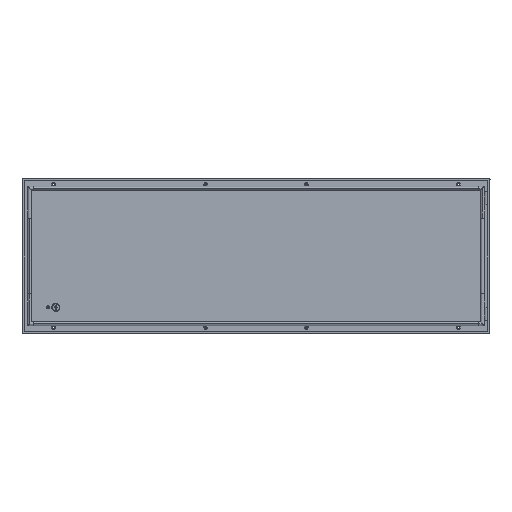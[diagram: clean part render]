
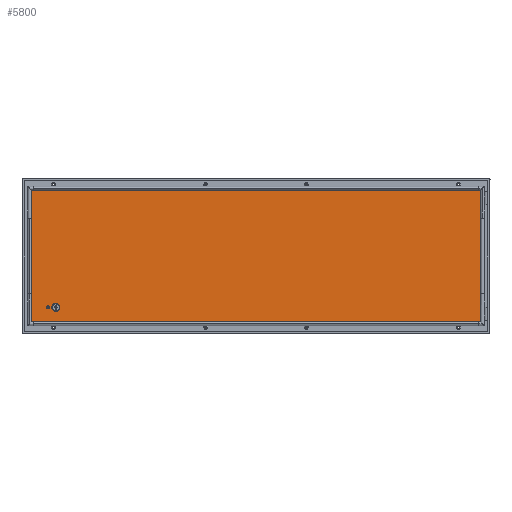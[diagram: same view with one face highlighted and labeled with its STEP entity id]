
A CAD part, top view. The second image highlights one B-rep face of the part: STEP entity #5800.
In plain terms, the highlighted planar face has unit normal (0, 0, 1).
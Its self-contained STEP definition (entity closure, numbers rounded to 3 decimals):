
#233 = CARTESIAN_POINT ( 'NONE',  ( -856., -253.5, 0. ) ) ;
#278 = ORIENTED_EDGE ( 'NONE', *, *, #5422, .F. ) ;
#323 = VECTOR ( 'NONE', #2387, 1000. ) ;
#384 = DIRECTION ( 'NONE',  ( 0., 1., 0. ) ) ;
#392 = CARTESIAN_POINT ( 'NONE',  ( 864., 145.5, 0. ) ) ;
#425 = DIRECTION ( 'NONE',  ( 1., 0., 0. ) ) ;
#484 = ORIENTED_EDGE ( 'NONE', *, *, #8157, .F. ) ;
#501 = VECTOR ( 'NONE', #4184, 1000. ) ;
#592 = EDGE_CURVE ( 'NONE', #7235, #7933, #1899, .T. ) ;
#642 = EDGE_LOOP ( 'NONE', ( #484, #8533 ) ) ;
#783 = LINE ( 'NONE', #6904, #1818 ) ;
#871 = LINE ( 'NONE', #3543, #501 ) ;
#1009 = DIRECTION ( 'NONE',  ( 0., -1., 0. ) ) ;
#1015 = AXIS2_PLACEMENT_3D ( 'NONE', #6043, #3366, #7973 ) ;
#1091 = DIRECTION ( 'NONE',  ( 0., 0., 1. ) ) ;
#1097 = LINE ( 'NONE', #7824, #3683 ) ;
#1157 = AXIS2_PLACEMENT_3D ( 'NONE', #3767, #6490, #5839 ) ;
#1325 = EDGE_CURVE ( 'NONE', #3209, #1365, #1328, .T. ) ;
#1328 = CIRCLE ( 'NONE', #8583, 2.65 ) ;
#1365 = VERTEX_POINT ( 'NONE', #7511 ) ;
#1382 = DIRECTION ( 'NONE',  ( -0.258, -0.966, 0. ) ) ;
#1422 = CARTESIAN_POINT ( 'NONE',  ( 0., 0., 0. ) ) ;
#1460 = CARTESIAN_POINT ( 'NONE',  ( 864., 253.5, 0. ) ) ;
#1464 = VECTOR ( 'NONE', #8342, 1000. ) ;
#1470 = FACE_OUTER_BOUND ( 'NONE', #1984, .T. ) ;
#1622 = CARTESIAN_POINT ( 'NONE',  ( -856., -253.5, 0. ) ) ;
#1656 = CARTESIAN_POINT ( 'NONE',  ( -864., -253.5, 0. ) ) ;
#1738 = ORIENTED_EDGE ( 'NONE', *, *, #7590, .F. ) ;
#1815 = VERTEX_POINT ( 'NONE', #233 ) ;
#1818 = VECTOR ( 'NONE', #3459, 1000. ) ;
#1831 = DIRECTION ( 'NONE',  ( 0., 1., 0. ) ) ;
#1847 = CARTESIAN_POINT ( 'NONE',  ( -864., -145.5, 0. ) ) ;
#1899 = LINE ( 'NONE', #5155, #4660 ) ;
#1984 = EDGE_LOOP ( 'NONE', ( #6458, #7982, #5677, #2493, #1738, #278, #5562, #3798, #4555, #6000, #6890, #2866 ) ) ;
#2010 = EDGE_CURVE ( 'NONE', #3880, #3021, #2665, .T. ) ;
#2128 = CARTESIAN_POINT ( 'NONE',  ( -800.685, -200.06, 0. ) ) ;
#2149 = DIRECTION ( 'NONE',  ( 0., 1., 0. ) ) ;
#2192 = CARTESIAN_POINT ( 'NONE',  ( -864., 145.5, 0. ) ) ;
#2231 = CARTESIAN_POINT ( 'NONE',  ( -770., -182.5, 0. ) ) ;
#2234 = VERTEX_POINT ( 'NONE', #1847 ) ;
#2251 = VECTOR ( 'NONE', #2149, 1000. ) ;
#2319 = CARTESIAN_POINT ( 'NONE',  ( -864., 145.5, 0. ) ) ;
#2366 = VECTOR ( 'NONE', #1009, 1000. ) ;
#2387 = DIRECTION ( 'NONE',  ( 1., 0., 0. ) ) ;
#2493 = ORIENTED_EDGE ( 'NONE', *, *, #5831, .F. ) ;
#2665 = LINE ( 'NONE', #4697, #6250 ) ;
#2679 = VECTOR ( 'NONE', #3797, 1000. ) ;
#2726 = EDGE_CURVE ( 'NONE', #6096, #1815, #871, .T. ) ;
#2777 = PLANE ( 'NONE',  #6735 ) ;
#2826 = CIRCLE ( 'NONE', #1015, 2.65 ) ;
#2845 = AXIS2_PLACEMENT_3D ( 'NONE', #7091, #1091, #425 ) ;
#2866 = ORIENTED_EDGE ( 'NONE', *, *, #2010, .T. ) ;
#2986 = VECTOR ( 'NONE', #4292, 1000. ) ;
#3021 = VERTEX_POINT ( 'NONE', #5592 ) ;
#3209 = VERTEX_POINT ( 'NONE', #2128 ) ;
#3366 = DIRECTION ( 'NONE',  ( 0., 0., -1. ) ) ;
#3390 = VERTEX_POINT ( 'NONE', #2319 ) ;
#3409 = DIRECTION ( 'NONE',  ( 1., 0., 0. ) ) ;
#3426 = EDGE_CURVE ( 'NONE', #2234, #6096, #7149, .T. ) ;
#3459 = DIRECTION ( 'NONE',  ( 1., 0., 0. ) ) ;
#3512 = CARTESIAN_POINT ( 'NONE',  ( -864., 0., 0. ) ) ;
#3543 = CARTESIAN_POINT ( 'NONE',  ( -878.8, -253.5, 0. ) ) ;
#3683 = VECTOR ( 'NONE', #1831, 1000. ) ;
#3736 = CARTESIAN_POINT ( 'NONE',  ( -856., 253.5, 0. ) ) ;
#3767 = CARTESIAN_POINT ( 'NONE',  ( -770., -197.5, 0. ) ) ;
#3797 = DIRECTION ( 'NONE',  ( 0., -1., 0. ) ) ;
#3798 = ORIENTED_EDGE ( 'NONE', *, *, #6099, .T. ) ;
#3852 = CARTESIAN_POINT ( 'NONE',  ( 856., -253.5, 0. ) ) ;
#3865 = EDGE_CURVE ( 'NONE', #5925, #4321, #7040, .T. ) ;
#3880 = VERTEX_POINT ( 'NONE', #3852 ) ;
#4055 = EDGE_CURVE ( 'NONE', #3390, #6258, #6170, .T. ) ;
#4096 = FACE_BOUND ( 'NONE', #642, .T. ) ;
#4184 = DIRECTION ( 'NONE',  ( 1., 0., 0. ) ) ;
#4292 = DIRECTION ( 'NONE',  ( 1., 0., 0. ) ) ;
#4321 = VERTEX_POINT ( 'NONE', #2231 ) ;
#4381 = ORIENTED_EDGE ( 'NONE', *, *, #1325, .T. ) ;
#4555 = ORIENTED_EDGE ( 'NONE', *, *, #3426, .T. ) ;
#4660 = VECTOR ( 'NONE', #7924, 1000. ) ;
#4697 = CARTESIAN_POINT ( 'NONE',  ( 856., -253.5, 0. ) ) ;
#4780 = VECTOR ( 'NONE', #384, 1000. ) ;
#5155 = CARTESIAN_POINT ( 'NONE',  ( 864., 268.3, 0. ) ) ;
#5156 = CARTESIAN_POINT ( 'NONE',  ( -864., -145.5, 0. ) ) ;
#5215 = VERTEX_POINT ( 'NONE', #7114 ) ;
#5422 = EDGE_CURVE ( 'NONE', #6258, #5531, #7753, .T. ) ;
#5531 = VERTEX_POINT ( 'NONE', #6804 ) ;
#5562 = ORIENTED_EDGE ( 'NONE', *, *, #4055, .F. ) ;
#5592 = CARTESIAN_POINT ( 'NONE',  ( 864., -253.5, 0. ) ) ;
#5604 = FACE_BOUND ( 'NONE', #8521, .T. ) ;
#5650 = CARTESIAN_POINT ( 'NONE',  ( -770., -212.5, 0. ) ) ;
#5677 = ORIENTED_EDGE ( 'NONE', *, *, #592, .F. ) ;
#5800 = ADVANCED_FACE ( 'NONE', ( #5604, #4096, #1470 ), #2777, .T. ) ;
#5831 = EDGE_CURVE ( 'NONE', #5215, #7235, #783, .T. ) ;
#5839 = DIRECTION ( 'NONE',  ( 1., 0., 0. ) ) ;
#5925 = VERTEX_POINT ( 'NONE', #5650 ) ;
#6000 = ORIENTED_EDGE ( 'NONE', *, *, #2726, .T. ) ;
#6043 = CARTESIAN_POINT ( 'NONE',  ( -800., -197.5, 0. ) ) ;
#6096 = VERTEX_POINT ( 'NONE', #1656 ) ;
#6099 = EDGE_CURVE ( 'NONE', #3390, #2234, #8299, .T. ) ;
#6170 = LINE ( 'NONE', #2192, #2251 ) ;
#6250 = VECTOR ( 'NONE', #8003, 1000. ) ;
#6258 = VERTEX_POINT ( 'NONE', #8554 ) ;
#6280 = CARTESIAN_POINT ( 'NONE',  ( 864., -145.5, 0. ) ) ;
#6414 = LINE ( 'NONE', #6582, #4780 ) ;
#6430 = CARTESIAN_POINT ( 'NONE',  ( -878.8, 253.5, 0. ) ) ;
#6458 = ORIENTED_EDGE ( 'NONE', *, *, #7576, .T. ) ;
#6461 = LINE ( 'NONE', #3736, #323 ) ;
#6490 = DIRECTION ( 'NONE',  ( 0., 0., 1. ) ) ;
#6582 = CARTESIAN_POINT ( 'NONE',  ( 864., -145.5, 0. ) ) ;
#6662 = LINE ( 'NONE', #1622, #2986 ) ;
#6735 = AXIS2_PLACEMENT_3D ( 'NONE', #1422, #6786, #3409 ) ;
#6786 = DIRECTION ( 'NONE',  ( 0., 0., 1. ) ) ;
#6804 = CARTESIAN_POINT ( 'NONE',  ( -856., 253.5, 0. ) ) ;
#6825 = CARTESIAN_POINT ( 'NONE',  ( -800., -197.5, 0. ) ) ;
#6890 = ORIENTED_EDGE ( 'NONE', *, *, #7844, .T. ) ;
#6904 = CARTESIAN_POINT ( 'NONE',  ( 856., 253.5, 0. ) ) ;
#6905 = EDGE_CURVE ( 'NONE', #8094, #7933, #6414, .T. ) ;
#7040 = CIRCLE ( 'NONE', #1157, 15. ) ;
#7079 = EDGE_CURVE ( 'NONE', #1365, #3209, #2826, .T. ) ;
#7091 = CARTESIAN_POINT ( 'NONE',  ( -770., -197.5, 0. ) ) ;
#7114 = CARTESIAN_POINT ( 'NONE',  ( 856., 253.5, 0. ) ) ;
#7116 = ORIENTED_EDGE ( 'NONE', *, *, #7079, .T. ) ;
#7149 = LINE ( 'NONE', #5156, #2679 ) ;
#7235 = VERTEX_POINT ( 'NONE', #1460 ) ;
#7511 = CARTESIAN_POINT ( 'NONE',  ( -799.315, -194.94, 0. ) ) ;
#7576 = EDGE_CURVE ( 'NONE', #3021, #8094, #1097, .T. ) ;
#7590 = EDGE_CURVE ( 'NONE', #5531, #5215, #6461, .T. ) ;
#7753 = LINE ( 'NONE', #6430, #1464 ) ;
#7824 = CARTESIAN_POINT ( 'NONE',  ( 864., -268.3, 0. ) ) ;
#7844 = EDGE_CURVE ( 'NONE', #1815, #3880, #6662, .T. ) ;
#7924 = DIRECTION ( 'NONE',  ( 0., -1., 0. ) ) ;
#7933 = VERTEX_POINT ( 'NONE', #392 ) ;
#7973 = DIRECTION ( 'NONE',  ( -0.258, -0.966, 0. ) ) ;
#7982 = ORIENTED_EDGE ( 'NONE', *, *, #6905, .T. ) ;
#8003 = DIRECTION ( 'NONE',  ( 1., 0., 0. ) ) ;
#8026 = DIRECTION ( 'NONE',  ( 0., 0., -1. ) ) ;
#8094 = VERTEX_POINT ( 'NONE', #6280 ) ;
#8157 = EDGE_CURVE ( 'NONE', #4321, #5925, #8285, .T. ) ;
#8285 = CIRCLE ( 'NONE', #2845, 15. ) ;
#8299 = LINE ( 'NONE', #3512, #2366 ) ;
#8342 = DIRECTION ( 'NONE',  ( 1., 0., 0. ) ) ;
#8521 = EDGE_LOOP ( 'NONE', ( #4381, #7116 ) ) ;
#8533 = ORIENTED_EDGE ( 'NONE', *, *, #3865, .F. ) ;
#8554 = CARTESIAN_POINT ( 'NONE',  ( -864., 253.5, 0. ) ) ;
#8583 = AXIS2_PLACEMENT_3D ( 'NONE', #6825, #8026, #1382 ) ;
